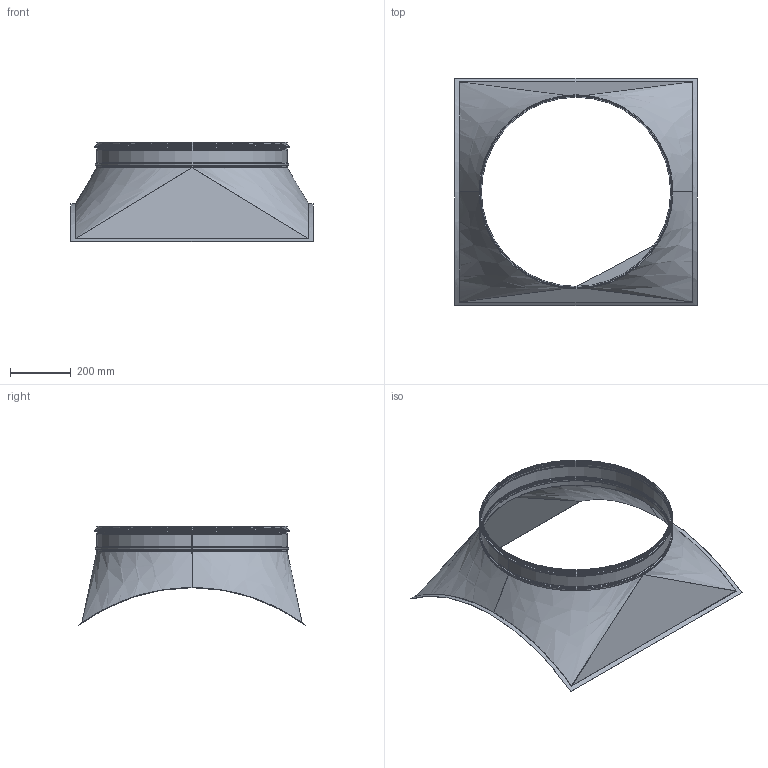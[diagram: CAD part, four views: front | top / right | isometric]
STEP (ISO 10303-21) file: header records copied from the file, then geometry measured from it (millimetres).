
FILE_DESCRIPTION((''),'2;1');
FILE_NAME('HPSR_1250-630.stp','2014-02-24T12:46:18',(''),(''),'Autodesk Inventor 2013','Autodesk Inventor 2013','');
FILE_SCHEMA(('AUTOMOTIVE_DESIGN { 1 2 10303 214 0 1 1 1 }'));
Length unit declared in the file: millimetre
Products named in the file (5): HPSR_1250-630; HPSRRörämne_1250-630; StosStödsick-630; StosStödsickRörämne-630; 999011
Assembly tree (4 placements, depth 3):
  HPSR_1250-630
    HPSRRörämne_1250-630
    StosStödsick-630
      StosStödsickRörämne-630
      999011
Bounding box: 797 x 749.23 x 326.58 mm (x, y, z)
Volume: 484977.9 mm3; surface area: 1760150.1 mm2
Topology: 3 solids, 3 shells, 117 faces, 242 edges, 138 vertices
Faces by surface type: plane 53, torus 20, cylinder 18, bspline 16, cone 10
Full cylindrical faces by diameter (mm): 622.9 x1, 623.9 x1, 625.1 x1, 626.75 x1, 627.7 x6, 627.75 x1, 628.7 x3, 634.1 x1, 639.1 x1
Entity records: 3744 total; most frequent: CARTESIAN_POINT 1120, DIRECTION 504, ORIENTED_EDGE 452, EDGE_CURVE 226, AXIS2_PLACEMENT_3D 206, EDGE_LOOP 144, VERTEX_POINT 138, STYLED_ITEM 120
